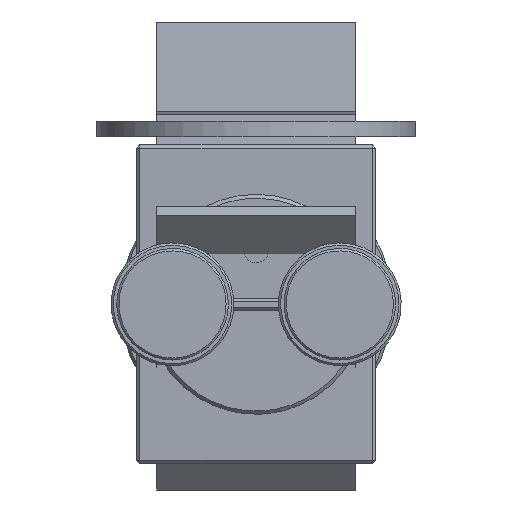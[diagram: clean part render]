
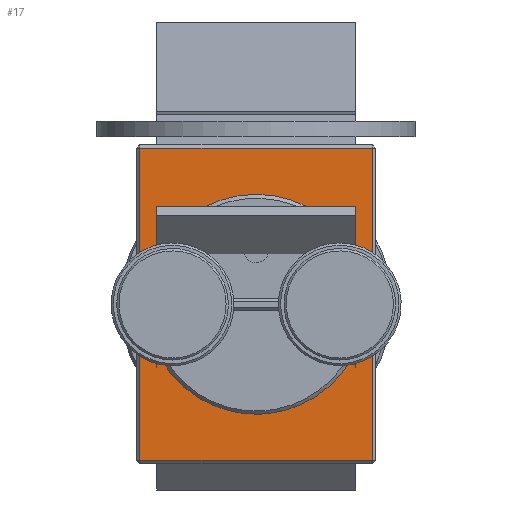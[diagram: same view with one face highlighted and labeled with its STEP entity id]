
A CAD part, left-side view. The second image highlights one B-rep face of the part: STEP entity #17.
In plain terms, the highlighted free-form (B-spline) face has degree [1, 1] with [2, 2] control points.
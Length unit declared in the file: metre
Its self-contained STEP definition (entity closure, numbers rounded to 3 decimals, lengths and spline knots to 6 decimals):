
#17 = ADVANCED_FACE('',(#18),#34,.F.);
#18 = FACE_BOUND('',#19,.F.);
#19 = EDGE_LOOP('',(#20,#62,#97,#132));
#20 = ORIENTED_EDGE('',*,*,#21,.F.);
#21 = EDGE_CURVE('',#22,#24,#26,.T.);
#22 = VERTEX_POINT('',#23);
#23 = CARTESIAN_POINT('',(-30.,-29.2,-39.2));
#24 = VERTEX_POINT('',#25);
#25 = CARTESIAN_POINT('',(-30.,-29.2,39.2));
#26 = SURFACE_CURVE('',#27,(#33,#44),.PCURVE_S1.);
#27 = B_SPLINE_CURVE_WITH_KNOTS('',2,(#28,#29,#30,#31,#32),
  .UNSPECIFIED.,.F.,.F.,(3,1,1,3),(-2.024,0.,80.,82.024
    ),.UNSPECIFIED.);
#28 = CARTESIAN_POINT('',(-30.,-29.2,-42.024));
#29 = CARTESIAN_POINT('',(-30.,-29.2,-41.012));
#30 = CARTESIAN_POINT('',(-30.,-29.2,0.));
#31 = CARTESIAN_POINT('',(-30.,-29.2,41.012));
#32 = CARTESIAN_POINT('',(-30.,-29.2,42.024));
#33 = PCURVE('',#34,#39);
#34 = B_SPLINE_SURFACE_WITH_KNOTS('',1,1,(
    (#35,#36)
    ,(#37,#38
  )),.UNSPECIFIED.,.F.,.F.,.F.,(2,2),(2,2),(0.,80.),(-60.,0.),
  .PIECEWISE_BEZIER_KNOTS.);
#35 = CARTESIAN_POINT('',(-30.,30.,-40.));
#36 = CARTESIAN_POINT('',(-30.,-30.,-40.));
#37 = CARTESIAN_POINT('',(-30.,30.,40.));
#38 = CARTESIAN_POINT('',(-30.,-30.,40.));
#39 = DEFINITIONAL_REPRESENTATION('',(#40),#43);
#40 = B_SPLINE_CURVE_WITH_KNOTS('',1,(#41,#42),.UNSPECIFIED.,.F.,.F.,(2,
    2),(0.,80.),.PIECEWISE_BEZIER_KNOTS.);
#41 = CARTESIAN_POINT('',(0.,-0.8));
#42 = CARTESIAN_POINT('',(80.,-0.8));
#43 = ( GEOMETRIC_REPRESENTATION_CONTEXT(2) 
PARAMETRIC_REPRESENTATION_CONTEXT() REPRESENTATION_CONTEXT('2D SPACE',''
  ) );
#44 = PCURVE('',#45,#56);
#45 = B_SPLINE_SURFACE_WITH_KNOTS('',1,2,(
    (#46,#47,#48,#49,#50)
    ,(#51,#52,#53,#54,#55
    )),.UNSPECIFIED.,.F.,.F.,.F.,(2,2),(3,1,1,3),(0.,80.),(-2.024,
    0.,80.,82.024),.UNSPECIFIED.);
#46 = CARTESIAN_POINT('',(-30.,-29.2,-42.024));
#47 = CARTESIAN_POINT('',(-30.,-29.2,-41.012));
#48 = CARTESIAN_POINT('',(-30.,-29.2,0.));
#49 = CARTESIAN_POINT('',(-30.,-29.2,41.012));
#50 = CARTESIAN_POINT('',(-30.,-29.2,42.024));
#51 = CARTESIAN_POINT('',(-29.2,-30.,-42.024));
#52 = CARTESIAN_POINT('',(-29.2,-30.,-41.012));
#53 = CARTESIAN_POINT('',(-29.2,-30.,0.));
#54 = CARTESIAN_POINT('',(-29.2,-30.,41.012));
#55 = CARTESIAN_POINT('',(-29.2,-30.,42.024));
#56 = DEFINITIONAL_REPRESENTATION('',(#57),#61);
#57 = LINE('',#58,#59);
#58 = CARTESIAN_POINT('',(0.,0.));
#59 = VECTOR('',#60,1.);
#60 = DIRECTION('',(0.,1.));
#61 = ( GEOMETRIC_REPRESENTATION_CONTEXT(2) 
PARAMETRIC_REPRESENTATION_CONTEXT() REPRESENTATION_CONTEXT('2D SPACE',''
  ) );
#62 = ORIENTED_EDGE('',*,*,#63,.T.);
#63 = EDGE_CURVE('',#22,#64,#66,.T.);
#64 = VERTEX_POINT('',#65);
#65 = CARTESIAN_POINT('',(-30.,29.2,-39.2));
#66 = SURFACE_CURVE('',#67,(#73,#79),.PCURVE_S1.);
#67 = B_SPLINE_CURVE_WITH_KNOTS('',2,(#68,#69,#70,#71,#72),
  .UNSPECIFIED.,.F.,.F.,(3,1,1,3),(-1.98288,0.,60.,
    61.98288),.UNSPECIFIED.);
#68 = CARTESIAN_POINT('',(-30.,-31.98288,-39.2));
#69 = CARTESIAN_POINT('',(-30.,-30.99144,-39.2));
#70 = CARTESIAN_POINT('',(-30.,0.,-39.2));
#71 = CARTESIAN_POINT('',(-30.,30.99144,-39.2));
#72 = CARTESIAN_POINT('',(-30.,31.98288,-39.2));
#73 = PCURVE('',#34,#74);
#74 = DEFINITIONAL_REPRESENTATION('',(#75),#78);
#75 = B_SPLINE_CURVE_WITH_KNOTS('',1,(#76,#77),.UNSPECIFIED.,.F.,.F.,(2,
    2),(0.,60.),.PIECEWISE_BEZIER_KNOTS.);
#76 = CARTESIAN_POINT('',(0.8,0.));
#77 = CARTESIAN_POINT('',(0.8,-60.));
#78 = ( GEOMETRIC_REPRESENTATION_CONTEXT(2) 
PARAMETRIC_REPRESENTATION_CONTEXT() REPRESENTATION_CONTEXT('2D SPACE',''
  ) );
#79 = PCURVE('',#80,#91);
#80 = B_SPLINE_SURFACE_WITH_KNOTS('',1,2,(
    (#81,#82,#83,#84,#85)
    ,(#86,#87,#88,#89,#90
    )),.UNSPECIFIED.,.F.,.F.,.F.,(2,2),(3,1,1,3),(0.,60.),(-1.98288,
    0.,60.,61.98288),.UNSPECIFIED.);
#81 = CARTESIAN_POINT('',(-30.,-31.98288,-39.2));
#82 = CARTESIAN_POINT('',(-30.,-30.99144,-39.2));
#83 = CARTESIAN_POINT('',(-30.,0.,-39.2));
#84 = CARTESIAN_POINT('',(-30.,30.99144,-39.2));
#85 = CARTESIAN_POINT('',(-30.,31.98288,-39.2));
#86 = CARTESIAN_POINT('',(-29.2,-31.98288,-40.));
#87 = CARTESIAN_POINT('',(-29.2,-30.99144,-40.));
#88 = CARTESIAN_POINT('',(-29.2,0.,-40.));
#89 = CARTESIAN_POINT('',(-29.2,30.99144,-40.));
#90 = CARTESIAN_POINT('',(-29.2,31.98288,-40.));
#91 = DEFINITIONAL_REPRESENTATION('',(#92),#96);
#92 = LINE('',#93,#94);
#93 = CARTESIAN_POINT('',(0.,0.));
#94 = VECTOR('',#95,1.);
#95 = DIRECTION('',(0.,1.));
#96 = ( GEOMETRIC_REPRESENTATION_CONTEXT(2) 
PARAMETRIC_REPRESENTATION_CONTEXT() REPRESENTATION_CONTEXT('2D SPACE',''
  ) );
#97 = ORIENTED_EDGE('',*,*,#98,.T.);
#98 = EDGE_CURVE('',#64,#99,#101,.T.);
#99 = VERTEX_POINT('',#100);
#100 = CARTESIAN_POINT('',(-30.,29.2,39.2));
#101 = SURFACE_CURVE('',#102,(#108,#114),.PCURVE_S1.);
#102 = B_SPLINE_CURVE_WITH_KNOTS('',2,(#103,#104,#105,#106,#107),
  .UNSPECIFIED.,.F.,.F.,(3,1,1,3),(-2.036,0.,80.,
    82.55816),.UNSPECIFIED.);
#103 = CARTESIAN_POINT('',(-30.,29.2,-42.036));
#104 = CARTESIAN_POINT('',(-30.,29.2,-41.018));
#105 = CARTESIAN_POINT('',(-30.,29.2,0.));
#106 = CARTESIAN_POINT('',(-30.,29.2,41.27908));
#107 = CARTESIAN_POINT('',(-30.,29.2,42.55816));
#108 = PCURVE('',#34,#109);
#109 = DEFINITIONAL_REPRESENTATION('',(#110),#113);
#110 = B_SPLINE_CURVE_WITH_KNOTS('',1,(#111,#112),.UNSPECIFIED.,.F.,.F.,
  (2,2),(0.,80.),.PIECEWISE_BEZIER_KNOTS.);
#111 = CARTESIAN_POINT('',(0.,-59.2));
#112 = CARTESIAN_POINT('',(80.,-59.2));
#113 = ( GEOMETRIC_REPRESENTATION_CONTEXT(2) 
PARAMETRIC_REPRESENTATION_CONTEXT() REPRESENTATION_CONTEXT('2D SPACE',''
  ) );
#114 = PCURVE('',#115,#126);
#115 = B_SPLINE_SURFACE_WITH_KNOTS('',1,2,(
    (#116,#117,#118,#119,#120)
    ,(#121,#122,#123,#124,#125
    )),.UNSPECIFIED.,.F.,.F.,.F.,(2,2),(3,1,1,3),(0.,80.),(-2.036,
    0.,80.,82.55816),.UNSPECIFIED.);
#116 = CARTESIAN_POINT('',(-30.,29.2,-42.036));
#117 = CARTESIAN_POINT('',(-30.,29.2,-41.018));
#118 = CARTESIAN_POINT('',(-30.,29.2,0.));
#119 = CARTESIAN_POINT('',(-30.,29.2,41.27908));
#120 = CARTESIAN_POINT('',(-30.,29.2,42.55816));
#121 = CARTESIAN_POINT('',(-29.2,30.,-42.036));
#122 = CARTESIAN_POINT('',(-29.2,30.,-41.018));
#123 = CARTESIAN_POINT('',(-29.2,30.,0.));
#124 = CARTESIAN_POINT('',(-29.2,30.,41.27908));
#125 = CARTESIAN_POINT('',(-29.2,30.,42.55816));
#126 = DEFINITIONAL_REPRESENTATION('',(#127),#131);
#127 = LINE('',#128,#129);
#128 = CARTESIAN_POINT('',(0.,0.));
#129 = VECTOR('',#130,1.);
#130 = DIRECTION('',(0.,1.));
#131 = ( GEOMETRIC_REPRESENTATION_CONTEXT(2) 
PARAMETRIC_REPRESENTATION_CONTEXT() REPRESENTATION_CONTEXT('2D SPACE',''
  ) );
#132 = ORIENTED_EDGE('',*,*,#133,.F.);
#133 = EDGE_CURVE('',#24,#99,#134,.T.);
#134 = SURFACE_CURVE('',#135,(#141,#147),.PCURVE_S1.);
#135 = B_SPLINE_CURVE_WITH_KNOTS('',2,(#136,#137,#138,#139,#140),
  .UNSPECIFIED.,.F.,.F.,(3,1,1,3),(-1.94616,0.,60.,61.836
    ),.UNSPECIFIED.);
#136 = CARTESIAN_POINT('',(-30.,-31.94616,39.2));
#137 = CARTESIAN_POINT('',(-30.,-30.97308,39.2));
#138 = CARTESIAN_POINT('',(-30.,0.,39.2));
#139 = CARTESIAN_POINT('',(-30.,30.918,39.2));
#140 = CARTESIAN_POINT('',(-30.,31.836,39.2));
#141 = PCURVE('',#34,#142);
#142 = DEFINITIONAL_REPRESENTATION('',(#143),#146);
#143 = B_SPLINE_CURVE_WITH_KNOTS('',1,(#144,#145),.UNSPECIFIED.,.F.,.F.,
  (2,2),(0.,60.),.PIECEWISE_BEZIER_KNOTS.);
#144 = CARTESIAN_POINT('',(79.2,0.));
#145 = CARTESIAN_POINT('',(79.2,-60.));
#146 = ( GEOMETRIC_REPRESENTATION_CONTEXT(2) 
PARAMETRIC_REPRESENTATION_CONTEXT() REPRESENTATION_CONTEXT('2D SPACE',''
  ) );
#147 = PCURVE('',#148,#159);
#148 = B_SPLINE_SURFACE_WITH_KNOTS('',1,2,(
    (#149,#150,#151,#152,#153)
    ,(#154,#155,#156,#157,#158
    )),.UNSPECIFIED.,.F.,.F.,.F.,(2,2),(3,1,1,3),(0.,60.),(-1.94616,
    0.,60.,61.836),.UNSPECIFIED.);
#149 = CARTESIAN_POINT('',(-30.,-31.94616,39.2));
#150 = CARTESIAN_POINT('',(-30.,-30.97308,39.2));
#151 = CARTESIAN_POINT('',(-30.,0.,39.2));
#152 = CARTESIAN_POINT('',(-30.,30.918,39.2));
#153 = CARTESIAN_POINT('',(-30.,31.836,39.2));
#154 = CARTESIAN_POINT('',(-29.2,-31.94616,40.));
#155 = CARTESIAN_POINT('',(-29.2,-30.97308,40.));
#156 = CARTESIAN_POINT('',(-29.2,0.,40.));
#157 = CARTESIAN_POINT('',(-29.2,30.918,40.));
#158 = CARTESIAN_POINT('',(-29.2,31.836,40.));
#159 = DEFINITIONAL_REPRESENTATION('',(#160),#164);
#160 = LINE('',#161,#162);
#161 = CARTESIAN_POINT('',(0.,0.));
#162 = VECTOR('',#163,1.);
#163 = DIRECTION('',(0.,1.));
#164 = ( GEOMETRIC_REPRESENTATION_CONTEXT(2) 
PARAMETRIC_REPRESENTATION_CONTEXT() REPRESENTATION_CONTEXT('2D SPACE',''
  ) );
